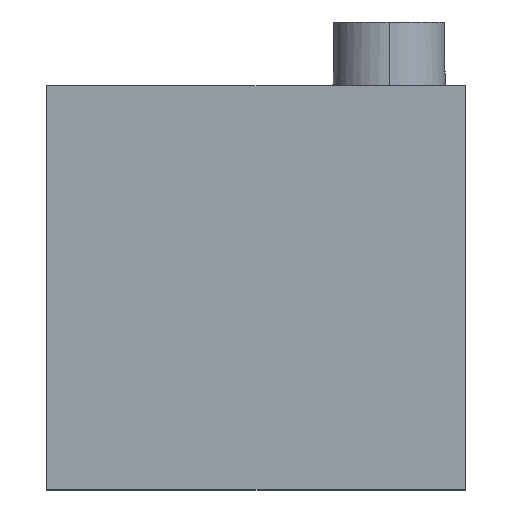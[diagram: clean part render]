
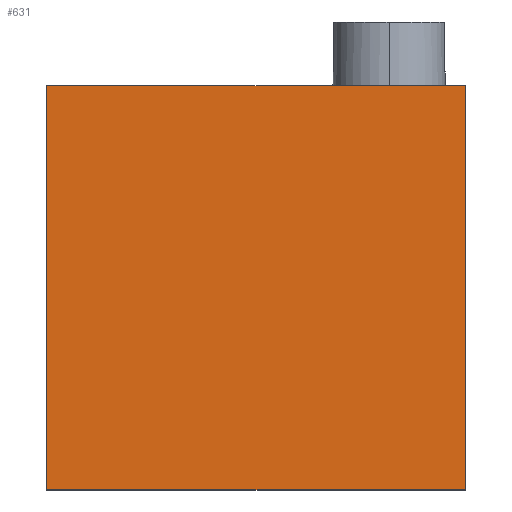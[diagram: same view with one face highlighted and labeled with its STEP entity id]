
A CAD part, top view. The second image highlights one B-rep face of the part: STEP entity #631.
In plain terms, the highlighted planar face has unit normal (0, 0, 1).
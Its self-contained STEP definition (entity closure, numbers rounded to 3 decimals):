
#13 = DIRECTION ( 'NONE',  ( 0., -1., 0. ) ) ;
#103 = VECTOR ( 'NONE', #1072, 1000. ) ;
#133 = EDGE_LOOP ( 'NONE', ( #445, #843, #1283, #332 ) ) ;
#156 = CARTESIAN_POINT ( 'NONE',  ( -3.355, -3.24, 4.42 ) ) ;
#183 = CARTESIAN_POINT ( 'NONE',  ( -3.355, 3.24, 4.42 ) ) ;
#207 = EDGE_CURVE ( 'NONE', #799, #939, #1184, .T. ) ;
#306 = PLANE ( 'NONE',  #670 ) ;
#307 = VERTEX_POINT ( 'NONE', #1034 ) ;
#332 = ORIENTED_EDGE ( 'NONE', *, *, #207, .T. ) ;
#356 = CARTESIAN_POINT ( 'NONE',  ( -3.355, -3.24, 4.42 ) ) ;
#381 = CARTESIAN_POINT ( 'NONE',  ( 0., 0., 4.42 ) ) ;
#436 = VECTOR ( 'NONE', #1165, 1000. ) ;
#445 = ORIENTED_EDGE ( 'NONE', *, *, #1023, .T. ) ;
#569 = EDGE_CURVE ( 'NONE', #307, #799, #1211, .T. ) ;
#631 = ADVANCED_FACE ( 'NONE', ( #969 ), #306, .F. ) ;
#649 = CARTESIAN_POINT ( 'NONE',  ( 3.355, 3.24, 4.42 ) ) ;
#664 = CARTESIAN_POINT ( 'NONE',  ( -3.355, 3.24, 4.42 ) ) ;
#670 = AXIS2_PLACEMENT_3D ( 'NONE', #381, #979, #709 ) ;
#678 = CARTESIAN_POINT ( 'NONE',  ( 3.355, -3.24, 4.42 ) ) ;
#697 = VECTOR ( 'NONE', #13, 1000. ) ;
#709 = DIRECTION ( 'NONE',  ( -1., 0., 0. ) ) ;
#799 = VERTEX_POINT ( 'NONE', #649 ) ;
#816 = VERTEX_POINT ( 'NONE', #156 ) ;
#843 = ORIENTED_EDGE ( 'NONE', *, *, #963, .T. ) ;
#911 = DIRECTION ( 'NONE',  ( 0., 1., 0. ) ) ;
#939 = VERTEX_POINT ( 'NONE', #183 ) ;
#963 = EDGE_CURVE ( 'NONE', #816, #307, #1060, .T. ) ;
#969 = FACE_OUTER_BOUND ( 'NONE', #133, .T. ) ;
#979 = DIRECTION ( 'NONE',  ( 0., 0., -1. ) ) ;
#1023 = EDGE_CURVE ( 'NONE', #939, #816, #1085, .T. ) ;
#1034 = CARTESIAN_POINT ( 'NONE',  ( 3.355, -3.24, 4.42 ) ) ;
#1060 = LINE ( 'NONE', #356, #436 ) ;
#1072 = DIRECTION ( 'NONE',  ( -1., 0., 0. ) ) ;
#1085 = LINE ( 'NONE', #1197, #697 ) ;
#1138 = VECTOR ( 'NONE', #911, 1000. ) ;
#1165 = DIRECTION ( 'NONE',  ( 1., 0., 0. ) ) ;
#1184 = LINE ( 'NONE', #664, #103 ) ;
#1197 = CARTESIAN_POINT ( 'NONE',  ( -3.355, -3.24, 4.42 ) ) ;
#1211 = LINE ( 'NONE', #678, #1138 ) ;
#1283 = ORIENTED_EDGE ( 'NONE', *, *, #569, .T. ) ;
